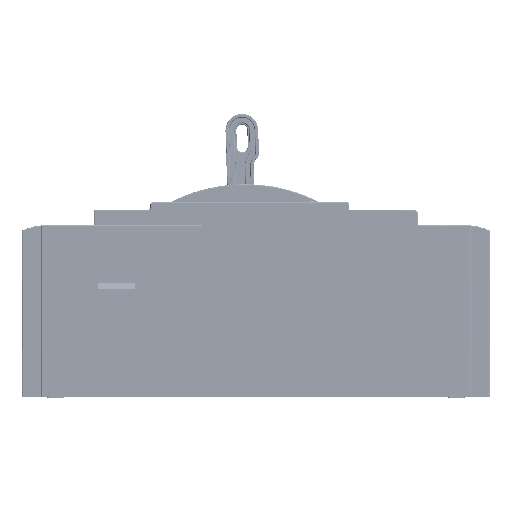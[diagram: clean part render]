
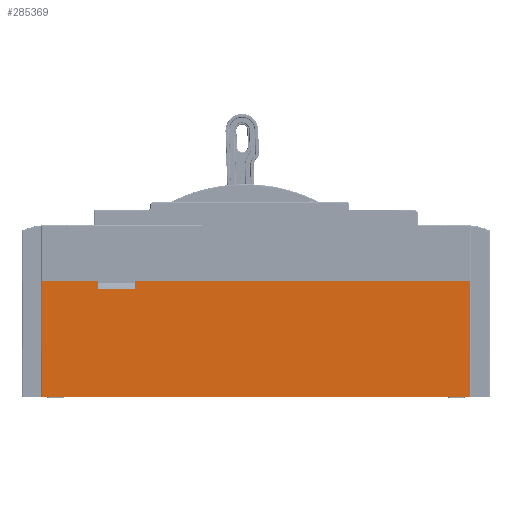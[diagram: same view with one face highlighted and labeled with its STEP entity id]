
A CAD part, left-side view. The second image highlights one B-rep face of the part: STEP entity #285369.
In plain terms, the highlighted planar face has unit normal (-1, 0, 0).
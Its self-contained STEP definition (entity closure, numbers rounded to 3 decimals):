
#2513 = CARTESIAN_POINT ( 'NONE',  ( 0., 215., -64. ) ) ;
#4774 = CARTESIAN_POINT ( 'NONE',  ( 0., 10.5, -4.5 ) ) ;
#8137 = EDGE_CURVE ( 'NONE', #245737, #368887, #317751, .T. ) ;
#17308 = ORIENTED_EDGE ( 'NONE', *, *, #8137, .F. ) ;
#23091 = LINE ( 'NONE', #352199, #148636 ) ;
#24939 = EDGE_CURVE ( 'NONE', #60859, #245737, #145059, .T. ) ;
#27617 = ORIENTED_EDGE ( 'NONE', *, *, #80816, .F. ) ;
#28409 = VECTOR ( 'NONE', #273678, 1000. ) ;
#35948 = EDGE_CURVE ( 'NONE', #211000, #165156, #23091, .T. ) ;
#49089 = ORIENTED_EDGE ( 'NONE', *, *, #124269, .F. ) ;
#50620 = CARTESIAN_POINT ( 'NONE',  ( 0., 11., -63.7 ) ) ;
#54975 = DIRECTION ( 'NONE',  ( 0., -1., 0. ) ) ;
#60859 = VERTEX_POINT ( 'NONE', #358045 ) ;
#66567 = DIRECTION ( 'NONE',  ( 0., -1., 0. ) ) ;
#72902 = ORIENTED_EDGE ( 'NONE', *, *, #119849, .F. ) ;
#73063 = EDGE_LOOP ( 'NONE', ( #72902, #146500, #77550, #255349, #17308, #101023, #27617, #49089 ) ) ;
#77550 = ORIENTED_EDGE ( 'NONE', *, *, #147141, .F. ) ;
#80816 = EDGE_CURVE ( 'NONE', #231616, #60859, #230132, .T. ) ;
#82378 = CARTESIAN_POINT ( 'NONE',  ( 0., 215., 0. ) ) ;
#90781 = CARTESIAN_POINT ( 'NONE',  ( 0., 246., 0. ) ) ;
#96496 = LINE ( 'NONE', #4774, #373394 ) ;
#97574 = LINE ( 'NONE', #249106, #151956 ) ;
#101023 = ORIENTED_EDGE ( 'NONE', *, *, #24939, .F. ) ;
#106415 = DIRECTION ( 'NONE',  ( 0., 0., -1. ) ) ;
#115126 = CARTESIAN_POINT ( 'NONE',  ( 0., 10.5, 0. ) ) ;
#119849 = EDGE_CURVE ( 'NONE', #165156, #295172, #343413, .T. ) ;
#124269 = EDGE_CURVE ( 'NONE', #295172, #231616, #96496, .T. ) ;
#141633 = VECTOR ( 'NONE', #106415, 1000. ) ;
#145059 = LINE ( 'NONE', #115126, #193160 ) ;
#146500 = ORIENTED_EDGE ( 'NONE', *, *, #35948, .F. ) ;
#147141 = EDGE_CURVE ( 'NONE', #384503, #211000, #260869, .T. ) ;
#148636 = VECTOR ( 'NONE', #54975, 1000. ) ;
#150305 = CARTESIAN_POINT ( 'NONE',  ( 0., 246., -63.7 ) ) ;
#151956 = VECTOR ( 'NONE', #336880, 1000. ) ;
#165156 = VERTEX_POINT ( 'NONE', #82378 ) ;
#172287 = CARTESIAN_POINT ( 'NONE',  ( 0., 195., -64. ) ) ;
#186972 = EDGE_CURVE ( 'NONE', #368887, #384503, #97574, .T. ) ;
#193160 = VECTOR ( 'NONE', #330407, 1000. ) ;
#198195 = CARTESIAN_POINT ( 'NONE',  ( 0., 10.5, -64. ) ) ;
#204055 = DIRECTION ( 'NONE',  ( 1., 0., 0. ) ) ;
#211000 = VERTEX_POINT ( 'NONE', #90781 ) ;
#215259 = CARTESIAN_POINT ( 'NONE',  ( 0., 195., -4.5 ) ) ;
#226213 = DIRECTION ( 'NONE',  ( 0., 0., 1. ) ) ;
#230132 = LINE ( 'NONE', #172287, #260261 ) ;
#231616 = VERTEX_POINT ( 'NONE', #215259 ) ;
#233989 = PLANE ( 'NONE',  #266345 ) ;
#235662 = CARTESIAN_POINT ( 'NONE',  ( 0., 11., 0. ) ) ;
#245737 = VERTEX_POINT ( 'NONE', #235662 ) ;
#249106 = CARTESIAN_POINT ( 'NONE',  ( 0., 225.5, -63.7 ) ) ;
#255349 = ORIENTED_EDGE ( 'NONE', *, *, #186972, .F. ) ;
#260261 = VECTOR ( 'NONE', #226213, 1000. ) ;
#260869 = LINE ( 'NONE', #352620, #355890 ) ;
#266345 = AXIS2_PLACEMENT_3D ( 'NONE', #198195, #204055, #325715 ) ;
#273678 = DIRECTION ( 'NONE',  ( 0., 0., -1. ) ) ;
#284879 = DIRECTION ( 'NONE',  ( 0., 0., 1. ) ) ;
#285369 = ADVANCED_FACE ( 'NONE', ( #383662 ), #233989, .F. ) ;
#295172 = VERTEX_POINT ( 'NONE', #383115 ) ;
#317751 = LINE ( 'NONE', #385515, #141633 ) ;
#325715 = DIRECTION ( 'NONE',  ( 0., 1., 0. ) ) ;
#330407 = DIRECTION ( 'NONE',  ( 0., -1., 0. ) ) ;
#336880 = DIRECTION ( 'NONE',  ( 0., 1., 0. ) ) ;
#343413 = LINE ( 'NONE', #2513, #28409 ) ;
#352199 = CARTESIAN_POINT ( 'NONE',  ( 0., 10.5, 0. ) ) ;
#352620 = CARTESIAN_POINT ( 'NONE',  ( 0., 246., -64. ) ) ;
#355890 = VECTOR ( 'NONE', #284879, 1000. ) ;
#358045 = CARTESIAN_POINT ( 'NONE',  ( 0., 195., 0. ) ) ;
#368887 = VERTEX_POINT ( 'NONE', #50620 ) ;
#373394 = VECTOR ( 'NONE', #66567, 1000. ) ;
#383115 = CARTESIAN_POINT ( 'NONE',  ( 0., 215., -4.5 ) ) ;
#383662 = FACE_OUTER_BOUND ( 'NONE', #73063, .T. ) ;
#384503 = VERTEX_POINT ( 'NONE', #150305 ) ;
#385515 = CARTESIAN_POINT ( 'NONE',  ( 0., 11., -64. ) ) ;
